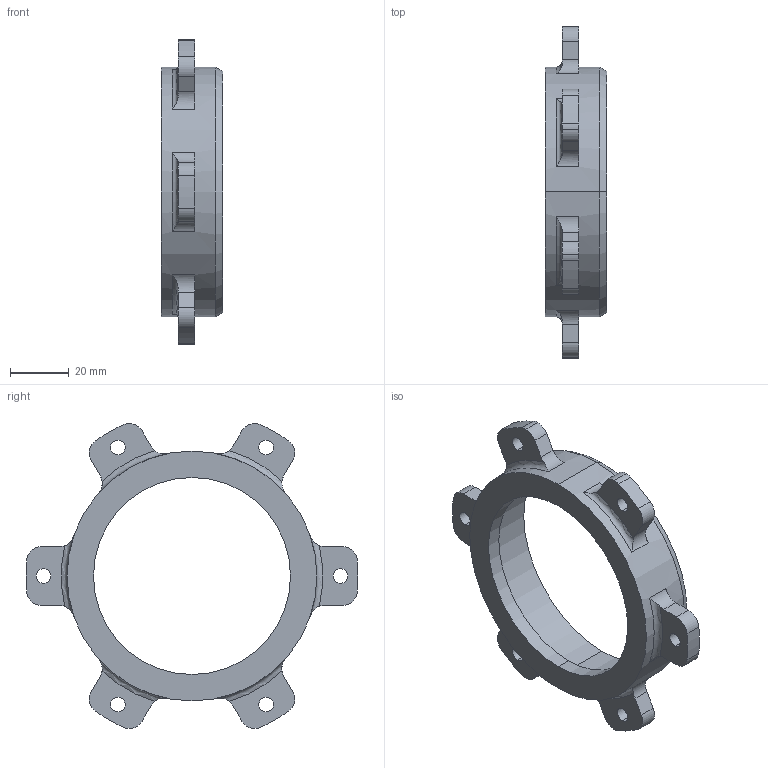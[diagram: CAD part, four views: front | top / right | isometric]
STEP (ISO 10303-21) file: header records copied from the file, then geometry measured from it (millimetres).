
FILE_DESCRIPTION (( 'STEP AP203' ), '1' );
FILE_NAME ('CA-PY-MS00-011-N.STEP', '2019-09-24T15:07:01', ( '' ), ( '' ), 'SwSTEP 2.0', 'SolidWorks 2018', '' );
FILE_SCHEMA (( 'CONFIG_CONTROL_DESIGN' ));
Length unit declared in the file: millimetre
Products named in the file (1): CA-PY-MS00-011-N
Bounding box: 21 x 112.94 x 103.77 mm (x, y, z)
Volume: 39465.2 mm3; surface area: 18670.4 mm2
Topology: 1 solids, 1 shells, 89 faces, 236 edges, 156 vertices
Faces by surface type: cylinder 52, plane 27, torus 8, cone 2
Entity records: 3047 total; most frequent: CARTESIAN_POINT 628, DIRECTION 528, ORIENTED_EDGE 472, EDGE_CURVE 236, AXIS2_PLACEMENT_3D 216, VERTEX_POINT 156, CIRCLE 126, EDGE_LOOP 110
